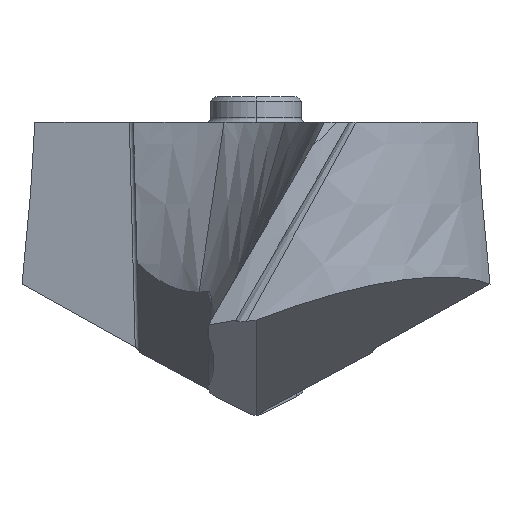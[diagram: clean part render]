
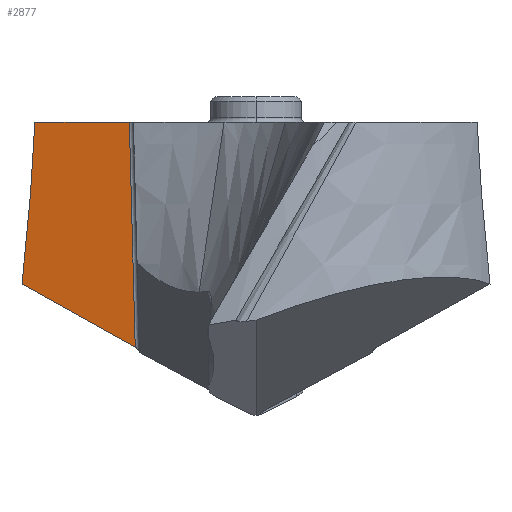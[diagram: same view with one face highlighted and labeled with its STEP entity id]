
A CAD part, left-side view. The second image highlights one B-rep face of the part: STEP entity #2877.
In plain terms, the highlighted planar face has unit normal (-0.925, 0.337, 0.174).
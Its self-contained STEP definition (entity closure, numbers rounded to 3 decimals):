
#110=CARTESIAN_POINT('',(3.663,7.683,-5.308));
#115=DIRECTION('',(-0.379,-0.808,-0.451));
#116=VECTOR('',#115,4.6);
#117=CARTESIAN_POINT('',(3.663,7.683,-5.308));
#118=LINE('',#117,#116);
#898=DIRECTION('',(0.342,0.94,0.));
#899=VECTOR('',#898,3.302);
#900=CARTESIAN_POINT('',(3.376,4.159,0.));
#901=LINE('',#900,#899);
#1202=CARTESIAN_POINT('',(3.376,4.159,0.));
#1227=DIRECTION('',(0.193,0.026,0.981));
#1228=VECTOR('',#1227,7.527);
#1229=CARTESIAN_POINT('',(1.92,3.965,-7.382));
#1230=LINE('',#1229,#1228);
#1234=CARTESIAN_POINT('',(3.663,7.683,-5.308));
#1235=CARTESIAN_POINT('',(3.697,7.654,-5.071));
#1236=CARTESIAN_POINT('',(3.765,7.601,-4.604));
#1237=CARTESIAN_POINT('',(3.863,7.536,-3.957));
#1238=CARTESIAN_POINT('',(3.969,7.475,-3.272));
#1239=CARTESIAN_POINT('',(4.067,7.426,-2.653));
#1240=CARTESIAN_POINT('',(4.161,7.386,-2.075));
#1241=CARTESIAN_POINT('',(4.252,7.349,-1.519));
#1242=CARTESIAN_POINT('',(4.334,7.32,-1.028));
#1243=CARTESIAN_POINT('',(4.418,7.29,
-0.519));
#1244=CARTESIAN_POINT('',(4.476,7.271,
-0.174));
#1245=CARTESIAN_POINT('',(4.505,7.261,0.));
#1449=VERTEX_POINT('',#110);
#1450=CARTESIAN_POINT('',(1.92,3.965,-7.382));
#1451=VERTEX_POINT('',#1450);
#1524=VERTEX_POINT('',#1202);
#1525=CARTESIAN_POINT('',(4.505,7.261,0.));
#1526=VERTEX_POINT('',#1525);
#2865=CARTESIAN_POINT('',(-0.41,3.529,
-18.952));
#2866=DIRECTION('',(0.925,-0.337,-0.174));
#2867=DIRECTION('',(0.326,0.941,-0.089));
#2868=AXIS2_PLACEMENT_3D('',#2865,#2866,#2867);
#2869=PLANE('',#2868);
#2870=ORIENTED_EDGE('',*,*,#2495,.F.);
#2871=ORIENTED_EDGE('',*,*,#2860,.F.);
#2872=ORIENTED_EDGE('',*,*,#1605,.F.);
#2874=ORIENTED_EDGE('',*,*,#2873,.T.);
#2875=EDGE_LOOP('',(#2870,#2871,#2872,#2874));
#2876=FACE_OUTER_BOUND('',#2875,.F.);
#1246=B_SPLINE_CURVE_WITH_KNOTS('',3,(#1234,#1235,#1236,#1237,#1238,#1239,#1240,
#1241,#1242,#1243,#1244,#1245),.UNSPECIFIED.,.F.,.F.,(4,1,1,1,1,1,1,1,1,4),
(0.,0.111,0.222,0.333,0.444,
0.556,0.667,0.778,0.889,1.),
.UNSPECIFIED.);
#1605=EDGE_CURVE('',#1449,#1451,#118,.T.);
#2495=EDGE_CURVE('',#1524,#1526,#901,.T.);
#2860=EDGE_CURVE('',#1451,#1524,#1230,.T.);
#2873=EDGE_CURVE('',#1449,#1526,#1246,.T.);
#2877=ADVANCED_FACE('',(#2876),#2869,.F.);
